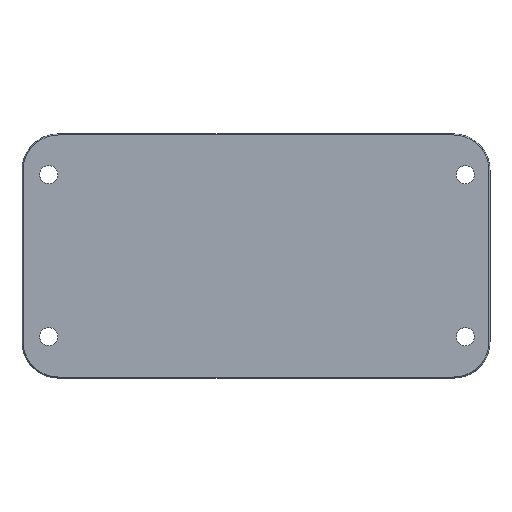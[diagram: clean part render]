
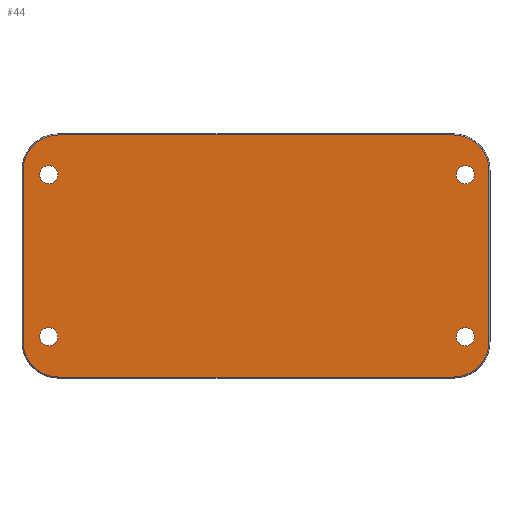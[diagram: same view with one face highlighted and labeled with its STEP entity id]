
A CAD part, top view. The second image highlights one B-rep face of the part: STEP entity #44.
In plain terms, the highlighted planar face has unit normal (0, 0, 1).
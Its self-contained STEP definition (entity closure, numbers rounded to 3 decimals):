
#10 = DIRECTION ( 'NONE',  ( -1., 0., 0. ) ) ;
#17 = CARTESIAN_POINT ( 'NONE',  ( 0.043, 20.8, 4.4 ) ) ;
#39 = CARTESIAN_POINT ( 'NONE',  ( -47.2, 20.8, 4.4 ) ) ;
#44 = ADVANCED_FACE ( 'NONE', ( #2078, #453, #1187, #1731, #289 ), #100, .F. ) ;
#46 = AXIS2_PLACEMENT_3D ( 'NONE', #2065, #1317, #241 ) ;
#56 = DIRECTION ( 'NONE',  ( 0., 0., 1. ) ) ;
#80 = ORIENTED_EDGE ( 'NONE', *, *, #467, .T. ) ;
#87 = CARTESIAN_POINT ( 'NONE',  ( -49.26, 20.32, 4.4 ) ) ;
#100 = PLANE ( 'NONE',  #1066 ) ;
#131 = CIRCLE ( 'NONE', #746, 3.883 ) ;
#133 = DIRECTION ( 'NONE',  ( -1., 0., 0. ) ) ;
#142 = EDGE_CURVE ( 'NONE', #1108, #1129, #490, .T. ) ;
#145 = LINE ( 'NONE', #155, #2303 ) ;
#148 = DIRECTION ( 'NONE',  ( 0., 0., 1. ) ) ;
#155 = CARTESIAN_POINT ( 'NONE',  ( -51.083, 0., 4.4 ) ) ;
#173 = VERTEX_POINT ( 'NONE', #1844 ) ;
#176 = EDGE_CURVE ( 'NONE', #2304, #1956, #798, .T. ) ;
#197 = CARTESIAN_POINT ( 'NONE',  ( -3.84, 2., 4.4 ) ) ;
#237 = ORIENTED_EDGE ( 'NONE', *, *, #176, .F. ) ;
#241 = DIRECTION ( 'NONE',  ( 1., 0., 0. ) ) ;
#289 = FACE_BOUND ( 'NONE', #322, .T. ) ;
#301 = AXIS2_PLACEMENT_3D ( 'NONE', #1503, #56, #2227 ) ;
#322 = EDGE_LOOP ( 'NONE', ( #2188, #723 ) ) ;
#325 = DIRECTION ( 'NONE',  ( 1., 0., 0. ) ) ;
#345 = DIRECTION ( 'NONE',  ( 1., 0., 0. ) ) ;
#348 = ORIENTED_EDGE ( 'NONE', *, *, #395, .T. ) ;
#369 = ORIENTED_EDGE ( 'NONE', *, *, #1950, .F. ) ;
#395 = EDGE_CURVE ( 'NONE', #1261, #1425, #424, .T. ) ;
#417 = ORIENTED_EDGE ( 'NONE', *, *, #142, .F. ) ;
#424 = LINE ( 'NONE', #448, #2164 ) ;
#429 = CARTESIAN_POINT ( 'NONE',  ( -48.26, 2.54, 4.4 ) ) ;
#448 = CARTESIAN_POINT ( 'NONE',  ( 0., 24.683, 4.4 ) ) ;
#453 = FACE_BOUND ( 'NONE', #1791, .T. ) ;
#467 = EDGE_CURVE ( 'NONE', #475, #1087, #1380, .T. ) ;
#475 = VERTEX_POINT ( 'NONE', #863 ) ;
#490 = CIRCLE ( 'NONE', #867, 1. ) ;
#507 = DIRECTION ( 'NONE',  ( 0., 1., 0. ) ) ;
#526 = CARTESIAN_POINT ( 'NONE',  ( -1.54, 20.32, 4.4 ) ) ;
#550 = DIRECTION ( 'NONE',  ( 1., 0., 0. ) ) ;
#567 = ORIENTED_EDGE ( 'NONE', *, *, #1387, .T. ) ;
#574 = AXIS2_PLACEMENT_3D ( 'NONE', #2163, #1853, #345 ) ;
#592 = DIRECTION ( 'NONE',  ( 0., 0., 1. ) ) ;
#593 = EDGE_CURVE ( 'NONE', #2149, #1113, #1442, .T. ) ;
#640 = DIRECTION ( 'NONE',  ( 1., 0., 0. ) ) ;
#690 = ORIENTED_EDGE ( 'NONE', *, *, #2332, .T. ) ;
#703 = EDGE_LOOP ( 'NONE', ( #567, #2356, #2081, #80, #1447, #348, #1035, #690 ) ) ;
#723 = ORIENTED_EDGE ( 'NONE', *, *, #593, .F. ) ;
#738 = EDGE_CURVE ( 'NONE', #1841, #475, #131, .T. ) ;
#746 = AXIS2_PLACEMENT_3D ( 'NONE', #197, #1654, #10 ) ;
#752 = AXIS2_PLACEMENT_3D ( 'NONE', #1886, #971, #1704 ) ;
#797 = AXIS2_PLACEMENT_3D ( 'NONE', #1096, #1428, #550 ) ;
#798 = CIRCLE ( 'NONE', #574, 1. ) ;
#849 = CARTESIAN_POINT ( 'NONE',  ( -3.54, 2.54, 4.4 ) ) ;
#863 = CARTESIAN_POINT ( 'NONE',  ( 0.043, 2., 4.4 ) ) ;
#867 = AXIS2_PLACEMENT_3D ( 'NONE', #429, #1162, #640 ) ;
#879 = CARTESIAN_POINT ( 'NONE',  ( -2.54, 2.54, 4.4 ) ) ;
#886 = DIRECTION ( 'NONE',  ( 0., 0., 1. ) ) ;
#889 = AXIS2_PLACEMENT_3D ( 'NONE', #39, #592, #1544 ) ;
#964 = CARTESIAN_POINT ( 'NONE',  ( -47.2, -1.883, 4.4 ) ) ;
#969 = ORIENTED_EDGE ( 'NONE', *, *, #2359, .F. ) ;
#971 = DIRECTION ( 'NONE',  ( 0., 0., 1. ) ) ;
#1004 = CARTESIAN_POINT ( 'NONE',  ( -51.083, 2., 4.4 ) ) ;
#1010 = DIRECTION ( 'NONE',  ( -1., 0., 0. ) ) ;
#1023 = VERTEX_POINT ( 'NONE', #964 ) ;
#1024 = DIRECTION ( 'NONE',  ( 0., 0., -1. ) ) ;
#1035 = ORIENTED_EDGE ( 'NONE', *, *, #1733, .T. ) ;
#1066 = AXIS2_PLACEMENT_3D ( 'NONE', #1907, #1024, #1010 ) ;
#1069 = DIRECTION ( 'NONE',  ( 0., -1., 0. ) ) ;
#1083 = CIRCLE ( 'NONE', #889, 3.883 ) ;
#1087 = VERTEX_POINT ( 'NONE', #17 ) ;
#1096 = CARTESIAN_POINT ( 'NONE',  ( -2.54, 20.32, 4.4 ) ) ;
#1108 = VERTEX_POINT ( 'NONE', #1729 ) ;
#1113 = VERTEX_POINT ( 'NONE', #87 ) ;
#1129 = VERTEX_POINT ( 'NONE', #1755 ) ;
#1162 = DIRECTION ( 'NONE',  ( 0., 0., 1. ) ) ;
#1166 = AXIS2_PLACEMENT_3D ( 'NONE', #1924, #1371, #1737 ) ;
#1171 = AXIS2_PLACEMENT_3D ( 'NONE', #1608, #886, #325 ) ;
#1187 = FACE_BOUND ( 'NONE', #2165, .T. ) ;
#1194 = CARTESIAN_POINT ( 'NONE',  ( -3.84, -1.883, 4.4 ) ) ;
#1203 = CARTESIAN_POINT ( 'NONE',  ( 0.043, 0., 4.4 ) ) ;
#1213 = AXIS2_PLACEMENT_3D ( 'NONE', #2161, #1433, #133 ) ;
#1217 = CIRCLE ( 'NONE', #301, 1. ) ;
#1227 = CIRCLE ( 'NONE', #797, 1. ) ;
#1259 = EDGE_CURVE ( 'NONE', #1023, #1841, #1353, .T. ) ;
#1261 = VERTEX_POINT ( 'NONE', #2076 ) ;
#1317 = DIRECTION ( 'NONE',  ( 0., 0., 1. ) ) ;
#1353 = LINE ( 'NONE', #1953, #1559 ) ;
#1357 = VERTEX_POINT ( 'NONE', #1638 ) ;
#1371 = DIRECTION ( 'NONE',  ( 0., 0., 1. ) ) ;
#1380 = LINE ( 'NONE', #1203, #1700 ) ;
#1387 = EDGE_CURVE ( 'NONE', #2178, #1023, #1944, .T. ) ;
#1425 = VERTEX_POINT ( 'NONE', #2063 ) ;
#1428 = DIRECTION ( 'NONE',  ( 0., 0., 1. ) ) ;
#1433 = DIRECTION ( 'NONE',  ( 0., 0., 1. ) ) ;
#1442 = CIRCLE ( 'NONE', #1171, 1. ) ;
#1447 = ORIENTED_EDGE ( 'NONE', *, *, #2198, .T. ) ;
#1503 = CARTESIAN_POINT ( 'NONE',  ( -48.26, 20.32, 4.4 ) ) ;
#1526 = EDGE_LOOP ( 'NONE', ( #417, #1658 ) ) ;
#1542 = EDGE_CURVE ( 'NONE', #1129, #1108, #2248, .T. ) ;
#1544 = DIRECTION ( 'NONE',  ( -1., 0., 0. ) ) ;
#1556 = DIRECTION ( 'NONE',  ( 1., 0., 0. ) ) ;
#1559 = VECTOR ( 'NONE', #1556, 1000. ) ;
#1567 = EDGE_CURVE ( 'NONE', #1113, #2149, #1217, .T. ) ;
#1608 = CARTESIAN_POINT ( 'NONE',  ( -48.26, 20.32, 4.4 ) ) ;
#1638 = CARTESIAN_POINT ( 'NONE',  ( -3.54, 20.32, 4.4 ) ) ;
#1648 = CARTESIAN_POINT ( 'NONE',  ( -1.54, 2.54, 4.4 ) ) ;
#1654 = DIRECTION ( 'NONE',  ( 0., 0., 1. ) ) ;
#1656 = DIRECTION ( 'NONE',  ( 1., 0., 0. ) ) ;
#1658 = ORIENTED_EDGE ( 'NONE', *, *, #1542, .F. ) ;
#1700 = VECTOR ( 'NONE', #507, 1000. ) ;
#1704 = DIRECTION ( 'NONE',  ( 1., 0., 0. ) ) ;
#1729 = CARTESIAN_POINT ( 'NONE',  ( -49.26, 2.54, 4.4 ) ) ;
#1731 = FACE_BOUND ( 'NONE', #1526, .T. ) ;
#1733 = EDGE_CURVE ( 'NONE', #1425, #173, #1083, .T. ) ;
#1737 = DIRECTION ( 'NONE',  ( -1., 0., 0. ) ) ;
#1746 = EDGE_CURVE ( 'NONE', #2061, #1357, #2153, .T. ) ;
#1751 = CARTESIAN_POINT ( 'NONE',  ( -47.26, 20.32, 4.4 ) ) ;
#1755 = CARTESIAN_POINT ( 'NONE',  ( -47.26, 2.54, 4.4 ) ) ;
#1791 = EDGE_LOOP ( 'NONE', ( #237, #369 ) ) ;
#1841 = VERTEX_POINT ( 'NONE', #1194 ) ;
#1844 = CARTESIAN_POINT ( 'NONE',  ( -51.083, 20.8, 4.4 ) ) ;
#1849 = AXIS2_PLACEMENT_3D ( 'NONE', #879, #148, #1656 ) ;
#1853 = DIRECTION ( 'NONE',  ( 0., 0., 1. ) ) ;
#1886 = CARTESIAN_POINT ( 'NONE',  ( -48.26, 2.54, 4.4 ) ) ;
#1907 = CARTESIAN_POINT ( 'NONE',  ( 0., 0., 4.4 ) ) ;
#1924 = CARTESIAN_POINT ( 'NONE',  ( -3.84, 20.8, 4.4 ) ) ;
#1944 = CIRCLE ( 'NONE', #1213, 3.883 ) ;
#1950 = EDGE_CURVE ( 'NONE', #1956, #2304, #2072, .T. ) ;
#1953 = CARTESIAN_POINT ( 'NONE',  ( 0., -1.883, 4.4 ) ) ;
#1956 = VERTEX_POINT ( 'NONE', #1648 ) ;
#2061 = VERTEX_POINT ( 'NONE', #526 ) ;
#2063 = CARTESIAN_POINT ( 'NONE',  ( -47.2, 24.683, 4.4 ) ) ;
#2065 = CARTESIAN_POINT ( 'NONE',  ( -2.54, 20.32, 4.4 ) ) ;
#2072 = CIRCLE ( 'NONE', #1849, 1. ) ;
#2076 = CARTESIAN_POINT ( 'NONE',  ( -3.84, 24.683, 4.4 ) ) ;
#2078 = FACE_OUTER_BOUND ( 'NONE', #703, .T. ) ;
#2081 = ORIENTED_EDGE ( 'NONE', *, *, #738, .T. ) ;
#2112 = CIRCLE ( 'NONE', #1166, 3.883 ) ;
#2146 = ORIENTED_EDGE ( 'NONE', *, *, #1746, .F. ) ;
#2149 = VERTEX_POINT ( 'NONE', #1751 ) ;
#2153 = CIRCLE ( 'NONE', #46, 1. ) ;
#2161 = CARTESIAN_POINT ( 'NONE',  ( -47.2, 2., 4.4 ) ) ;
#2163 = CARTESIAN_POINT ( 'NONE',  ( -2.54, 2.54, 4.4 ) ) ;
#2164 = VECTOR ( 'NONE', #2267, 1000. ) ;
#2165 = EDGE_LOOP ( 'NONE', ( #969, #2146 ) ) ;
#2178 = VERTEX_POINT ( 'NONE', #1004 ) ;
#2188 = ORIENTED_EDGE ( 'NONE', *, *, #1567, .F. ) ;
#2198 = EDGE_CURVE ( 'NONE', #1087, #1261, #2112, .T. ) ;
#2227 = DIRECTION ( 'NONE',  ( 1., 0., 0. ) ) ;
#2248 = CIRCLE ( 'NONE', #752, 1. ) ;
#2267 = DIRECTION ( 'NONE',  ( -1., 0., 0. ) ) ;
#2303 = VECTOR ( 'NONE', #1069, 1000. ) ;
#2304 = VERTEX_POINT ( 'NONE', #849 ) ;
#2332 = EDGE_CURVE ( 'NONE', #173, #2178, #145, .T. ) ;
#2356 = ORIENTED_EDGE ( 'NONE', *, *, #1259, .T. ) ;
#2359 = EDGE_CURVE ( 'NONE', #1357, #2061, #1227, .T. ) ;
